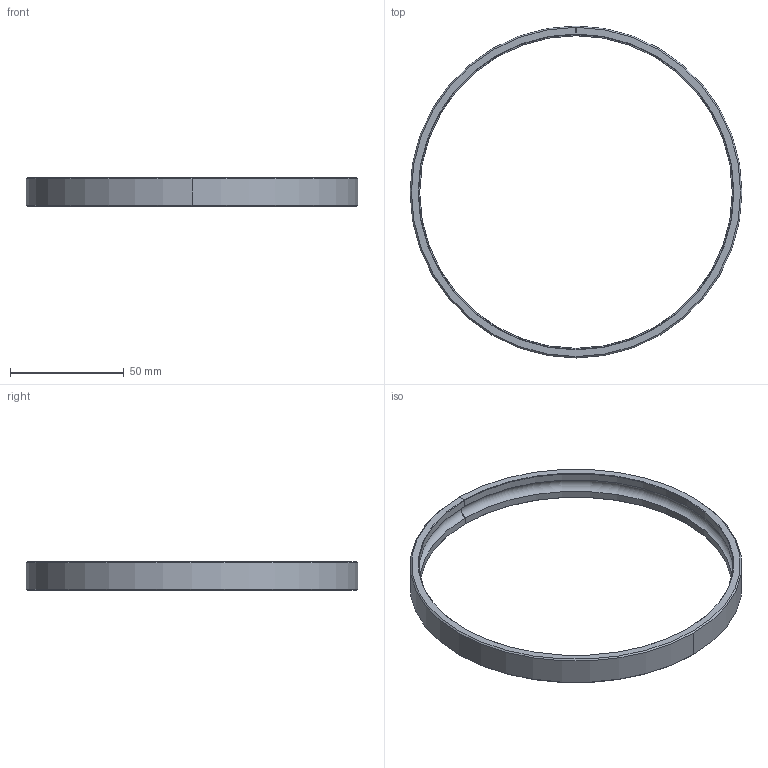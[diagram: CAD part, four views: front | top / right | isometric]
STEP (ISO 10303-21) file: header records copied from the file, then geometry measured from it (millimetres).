
FILE_DESCRIPTION (( 'STEP AP214' ), '1' );
FILE_NAME ('127 x 146.05 x 12.7mm Printable Bearing Part 1.STEP', '2021-03-12T15:31:48', ( '' ), ( '' ), 'SwSTEP 2.0', 'SolidWorks 2019', '' );
FILE_SCHEMA (( 'AUTOMOTIVE_DESIGN' ));
Length unit declared in the file: millimetre
Products named in the file (1): 127 x 146.05 x 12.7mm Printable Bearing Part 1
Bounding box: 146.05 x 146.05 x 12.7 mm (x, y, z)
Volume: 18111.7 mm3; surface area: 15583.4 mm2
Topology: 1 solids, 1 shells, 20 faces, 48 edges, 30 vertices
Faces by surface type: cone 8, cylinder 6, plane 4, torus 2
Entity records: 649 total; most frequent: CARTESIAN_POINT 133, DIRECTION 109, ORIENTED_EDGE 96, EDGE_CURVE 48, AXIS2_PLACEMENT_3D 42, VERTEX_POINT 30, VECTOR 25, LINE 25
